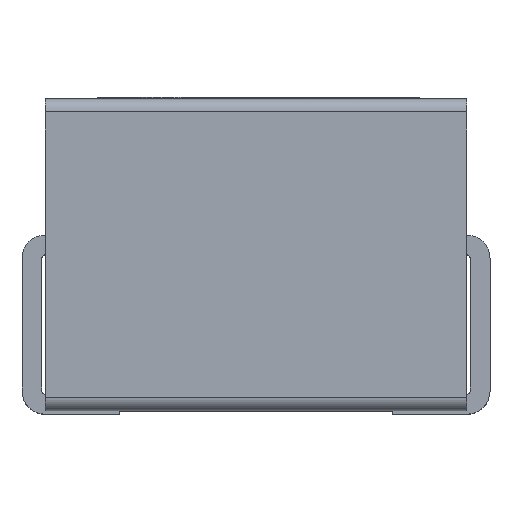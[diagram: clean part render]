
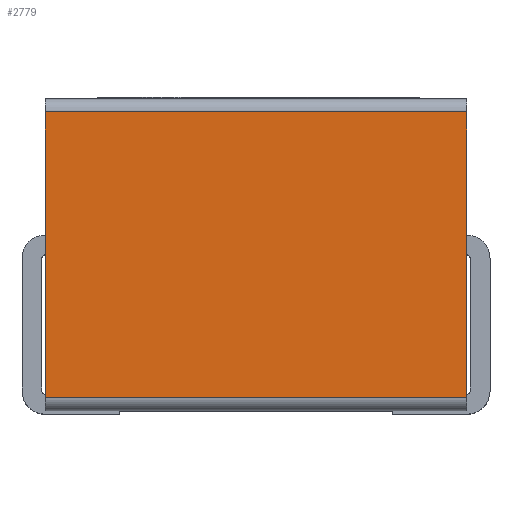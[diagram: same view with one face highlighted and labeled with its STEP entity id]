
A CAD part, top view. The second image highlights one B-rep face of the part: STEP entity #2779.
In plain terms, the highlighted planar face has unit normal (0, 0, 1).
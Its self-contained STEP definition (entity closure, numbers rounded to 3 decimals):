
#186 = VERTEX_POINT ( 'NONE', #9887 ) ;
#652 = CARTESIAN_POINT ( 'NONE',  ( -3.175, 4.5, 3.3 ) ) ;
#811 = LINE ( 'NONE', #15228, #950 ) ;
#950 = VECTOR ( 'NONE', #13575, 1000. ) ;
#1911 = EDGE_CURVE ( 'NONE', #186, #5739, #13150, .T. ) ;
#2088 = CARTESIAN_POINT ( 'NONE',  ( 3.175, 0.2, 3.3 ) ) ;
#2280 = LINE ( 'NONE', #652, #10781 ) ;
#2602 = ORIENTED_EDGE ( 'NONE', *, *, #9019, .F. ) ;
#2779 = ADVANCED_FACE ( 'NONE', ( #7769 ), #7653, .F. ) ;
#2986 = VERTEX_POINT ( 'NONE', #2088 ) ;
#3290 = DIRECTION ( 'NONE',  ( -1., 0., 0. ) ) ;
#3547 = DIRECTION ( 'NONE',  ( 0., 1., 0. ) ) ;
#3583 = CARTESIAN_POINT ( 'NONE',  ( -3.175, 0.2, 3.3 ) ) ;
#3821 = DIRECTION ( 'NONE',  ( 0., -1., 0. ) ) ;
#4468 = VECTOR ( 'NONE', #3821, 1000. ) ;
#4947 = CARTESIAN_POINT ( 'NONE',  ( 3.175, 4.5, 3.3 ) ) ;
#5218 = DIRECTION ( 'NONE',  ( 0., 0., -1. ) ) ;
#5490 = CARTESIAN_POINT ( 'NONE',  ( 3.175, 4.5, 3.3 ) ) ;
#5739 = VERTEX_POINT ( 'NONE', #15308 ) ;
#5956 = EDGE_LOOP ( 'NONE', ( #13214, #11334, #2602, #15495 ) ) ;
#6868 = CARTESIAN_POINT ( 'NONE',  ( 3.175, 4.5, 3.3 ) ) ;
#7136 = LINE ( 'NONE', #5490, #4468 ) ;
#7653 = PLANE ( 'NONE',  #13418 ) ;
#7769 = FACE_OUTER_BOUND ( 'NONE', #5956, .T. ) ;
#8623 = EDGE_CURVE ( 'NONE', #5739, #9424, #2280, .T. ) ;
#9019 = EDGE_CURVE ( 'NONE', #186, #2986, #7136, .T. ) ;
#9424 = VERTEX_POINT ( 'NONE', #3583 ) ;
#9887 = CARTESIAN_POINT ( 'NONE',  ( 3.175, 4.5, 3.3 ) ) ;
#10781 = VECTOR ( 'NONE', #15060, 1000. ) ;
#11334 = ORIENTED_EDGE ( 'NONE', *, *, #11789, .F. ) ;
#11789 = EDGE_CURVE ( 'NONE', #2986, #9424, #811, .T. ) ;
#13150 = LINE ( 'NONE', #4947, #15601 ) ;
#13214 = ORIENTED_EDGE ( 'NONE', *, *, #8623, .T. ) ;
#13418 = AXIS2_PLACEMENT_3D ( 'NONE', #6868, #5218, #3547 ) ;
#13575 = DIRECTION ( 'NONE',  ( -1., 0., 0. ) ) ;
#15060 = DIRECTION ( 'NONE',  ( 0., -1., 0. ) ) ;
#15228 = CARTESIAN_POINT ( 'NONE',  ( 3.175, 0.2, 3.3 ) ) ;
#15308 = CARTESIAN_POINT ( 'NONE',  ( -3.175, 4.5, 3.3 ) ) ;
#15495 = ORIENTED_EDGE ( 'NONE', *, *, #1911, .T. ) ;
#15601 = VECTOR ( 'NONE', #3290, 1000. ) ;
